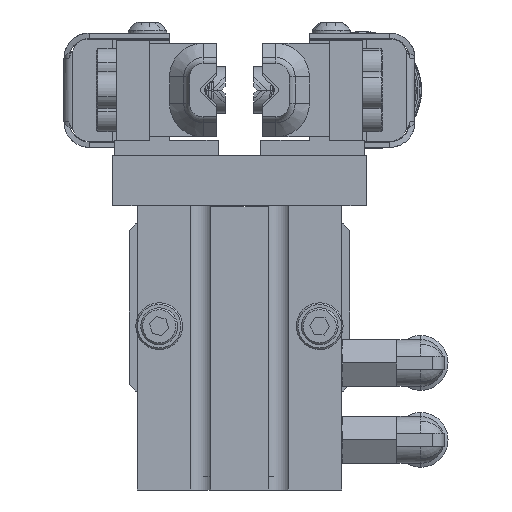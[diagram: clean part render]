
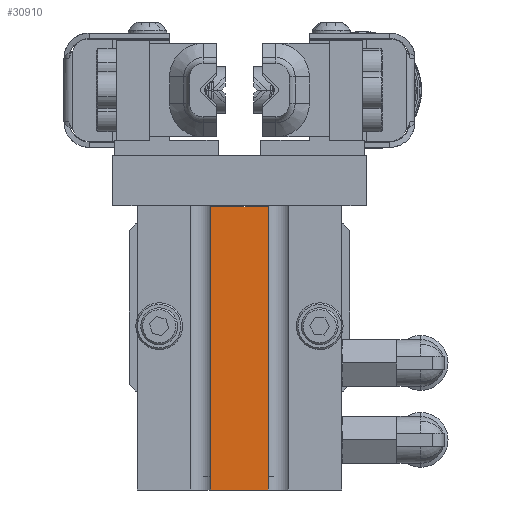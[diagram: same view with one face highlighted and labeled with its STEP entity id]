
A CAD part, front view. The second image highlights one B-rep face of the part: STEP entity #30910.
In plain terms, the highlighted planar face has unit normal (0, -1, 0).
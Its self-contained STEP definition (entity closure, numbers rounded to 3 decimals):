
#2464 = VERTEX_POINT ( 'NONE', #33131 ) ;
#10963 = LINE ( 'NONE', #68338, #25318 ) ;
#11544 = EDGE_LOOP ( 'NONE', ( #18608, #76040, #40247, #42535 ) ) ;
#16118 = VECTOR ( 'NONE', #76712, 1000. ) ;
#18608 = ORIENTED_EDGE ( 'NONE', *, *, #46000, .F. ) ;
#19887 = DIRECTION ( 'NONE',  ( 0., 0., -1. ) ) ;
#19900 = CARTESIAN_POINT ( 'NONE',  ( 5.8, -11.6, 42.5 ) ) ;
#19979 = DIRECTION ( 'NONE',  ( 0., -1., 0. ) ) ;
#20659 = PLANE ( 'NONE',  #35337 ) ;
#22030 = DIRECTION ( 'NONE',  ( -1., 0., 0. ) ) ;
#22262 = CARTESIAN_POINT ( 'NONE',  ( 5.8, -11.6, 0. ) ) ;
#25318 = VECTOR ( 'NONE', #56974, 1000. ) ;
#30910 = ADVANCED_FACE ( 'NONE', ( #70155 ), #20659, .T. ) ;
#33131 = CARTESIAN_POINT ( 'NONE',  ( -4.3, -11.6, 42.4 ) ) ;
#34581 = CARTESIAN_POINT ( 'NONE',  ( 5.8, -11.6, 42.4 ) ) ;
#35337 = AXIS2_PLACEMENT_3D ( 'NONE', #19900, #19979, #19887 ) ;
#38396 = EDGE_CURVE ( 'NONE', #59529, #2464, #63737, .T. ) ;
#40247 = ORIENTED_EDGE ( 'NONE', *, *, #38396, .F. ) ;
#42109 = EDGE_CURVE ( 'NONE', #42816, #59529, #45408, .T. ) ;
#42535 = ORIENTED_EDGE ( 'NONE', *, *, #42109, .F. ) ;
#42816 = VERTEX_POINT ( 'NONE', #48460 ) ;
#45408 = LINE ( 'NONE', #22262, #58024 ) ;
#46000 = EDGE_CURVE ( 'NONE', #67421, #42816, #10963, .T. ) ;
#48460 = CARTESIAN_POINT ( 'NONE',  ( 4.3, -11.6, 0. ) ) ;
#49404 = LINE ( 'NONE', #34581, #16118 ) ;
#56974 = DIRECTION ( 'NONE',  ( 0., 0., -1. ) ) ;
#58024 = VECTOR ( 'NONE', #22030, 1000. ) ;
#59065 = CARTESIAN_POINT ( 'NONE',  ( -4.3, -11.6, 0. ) ) ;
#59102 = EDGE_CURVE ( 'NONE', #67421, #2464, #49404, .T. ) ;
#59529 = VERTEX_POINT ( 'NONE', #59065 ) ;
#63737 = LINE ( 'NONE', #68660, #63917 ) ;
#63917 = VECTOR ( 'NONE', #77659, 1000. ) ;
#67421 = VERTEX_POINT ( 'NONE', #71297 ) ;
#68338 = CARTESIAN_POINT ( 'NONE',  ( 4.3, -11.6, 42.5 ) ) ;
#68660 = CARTESIAN_POINT ( 'NONE',  ( -4.3, -11.6, 42.5 ) ) ;
#70155 = FACE_OUTER_BOUND ( 'NONE', #11544, .T. ) ;
#71297 = CARTESIAN_POINT ( 'NONE',  ( 4.3, -11.6, 42.4 ) ) ;
#76040 = ORIENTED_EDGE ( 'NONE', *, *, #59102, .T. ) ;
#76712 = DIRECTION ( 'NONE',  ( -1., 0., 0. ) ) ;
#77659 = DIRECTION ( 'NONE',  ( 0., 0., 1. ) ) ;
